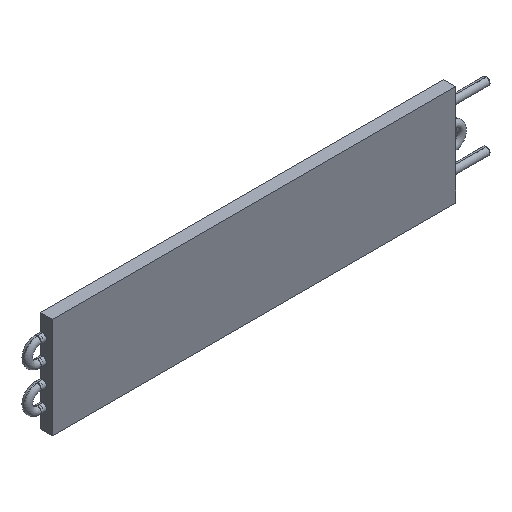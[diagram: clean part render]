
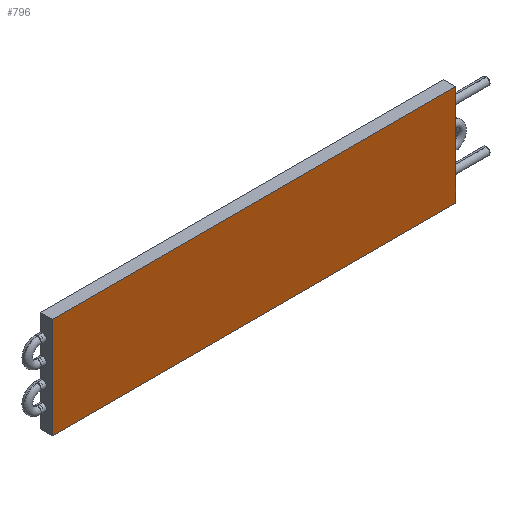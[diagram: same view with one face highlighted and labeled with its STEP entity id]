
A CAD part, isometric view. The second image highlights one B-rep face of the part: STEP entity #796.
In plain terms, the highlighted planar face has unit normal (0, -1, 0).
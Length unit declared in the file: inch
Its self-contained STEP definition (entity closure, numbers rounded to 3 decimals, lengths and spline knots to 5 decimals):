
#50 = CARTESIAN_POINT ( 'NONE',  ( -10., 0., -2.5 ) ) ;
#64 = DIRECTION ( 'NONE',  ( 0., 0., 1. ) ) ;
#226 = EDGE_CURVE ( 'NONE', #1507, #797, #496, .T. ) ;
#238 = CARTESIAN_POINT ( 'NONE',  ( -10., 0., 2.5 ) ) ;
#282 = ORIENTED_EDGE ( 'NONE', *, *, #2677, .F. ) ;
#339 = VECTOR ( 'NONE', #365, 39.37008 ) ;
#365 = DIRECTION ( 'NONE',  ( 0., 0., -1. ) ) ;
#421 = LINE ( 'NONE', #1814, #1341 ) ;
#455 = FACE_OUTER_BOUND ( 'NONE', #2358, .T. ) ;
#496 = LINE ( 'NONE', #981, #339 ) ;
#501 = ORIENTED_EDGE ( 'NONE', *, *, #1698, .F. ) ;
#503 = VERTEX_POINT ( 'NONE', #238 ) ;
#544 = DIRECTION ( 'NONE',  ( -1., 0., 0. ) ) ;
#555 = CARTESIAN_POINT ( 'NONE',  ( -10., 0., 2.5 ) ) ;
#674 = DIRECTION ( 'NONE',  ( 0., 1., 0. ) ) ;
#796 = ADVANCED_FACE ( 'NONE', ( #455 ), #1284, .F. ) ;
#797 = VERTEX_POINT ( 'NONE', #2169 ) ;
#981 = CARTESIAN_POINT ( 'NONE',  ( 10., 0., -2.5 ) ) ;
#1013 = CARTESIAN_POINT ( 'NONE',  ( -10., 0., -2.5 ) ) ;
#1077 = VECTOR ( 'NONE', #1372, 39.37008 ) ;
#1078 = DIRECTION ( 'NONE',  ( 0., 0., 1. ) ) ;
#1093 = VECTOR ( 'NONE', #64, 39.37008 ) ;
#1160 = LINE ( 'NONE', #50, #1093 ) ;
#1284 = PLANE ( 'NONE',  #1769 ) ;
#1315 = VERTEX_POINT ( 'NONE', #1013 ) ;
#1341 = VECTOR ( 'NONE', #544, 39.37008 ) ;
#1372 = DIRECTION ( 'NONE',  ( 1., 0., 0. ) ) ;
#1507 = VERTEX_POINT ( 'NONE', #2647 ) ;
#1658 = EDGE_CURVE ( 'NONE', #797, #1315, #421, .T. ) ;
#1698 = EDGE_CURVE ( 'NONE', #503, #1507, #2290, .T. ) ;
#1769 = AXIS2_PLACEMENT_3D ( 'NONE', #2585, #674, #1078 ) ;
#1814 = CARTESIAN_POINT ( 'NONE',  ( -10., 0., -2.5 ) ) ;
#1926 = ORIENTED_EDGE ( 'NONE', *, *, #226, .F. ) ;
#2169 = CARTESIAN_POINT ( 'NONE',  ( 10., 0., -2.5 ) ) ;
#2290 = LINE ( 'NONE', #555, #1077 ) ;
#2358 = EDGE_LOOP ( 'NONE', ( #1926, #501, #282, #2724 ) ) ;
#2585 = CARTESIAN_POINT ( 'NONE',  ( 0., 0., 0. ) ) ;
#2647 = CARTESIAN_POINT ( 'NONE',  ( 10., 0., 2.5 ) ) ;
#2677 = EDGE_CURVE ( 'NONE', #1315, #503, #1160, .T. ) ;
#2724 = ORIENTED_EDGE ( 'NONE', *, *, #1658, .F. ) ;
